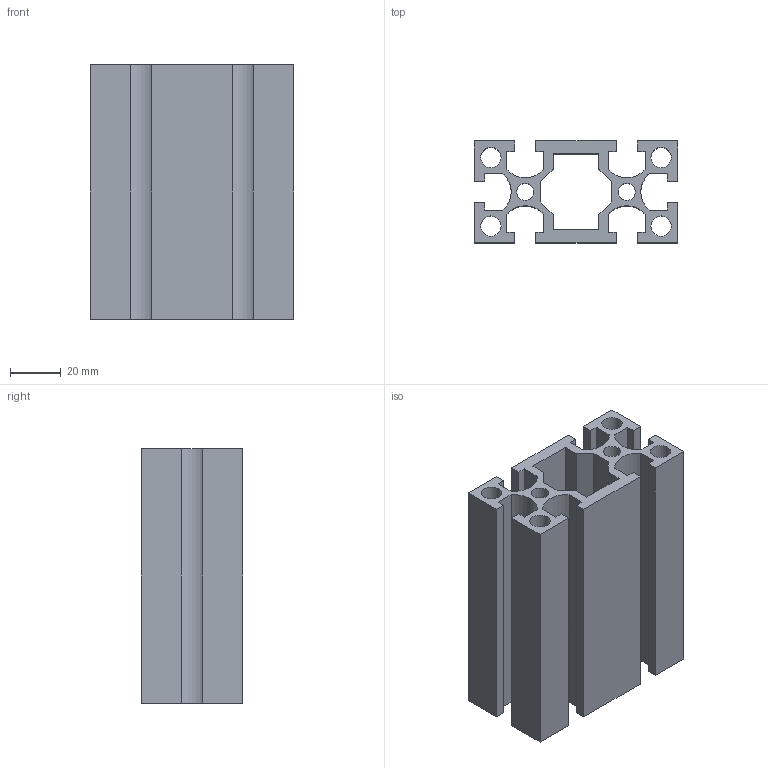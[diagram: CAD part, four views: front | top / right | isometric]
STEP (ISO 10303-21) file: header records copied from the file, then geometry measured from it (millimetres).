
FILE_DESCRIPTION((''),'2;1');
FILE_NAME('AF4080-8.stp','2009-08-29T10:58:55',('Administrator'),(''),'Autodesk Inventor 2008','Autodesk Inventor 2008','');
FILE_SCHEMA(('AUTOMOTIVE_DESIGN { 1 0 10303 214 1 1 1 1 }'));
Length unit declared in the file: millimetre
Products named in the file (1): AF4080-8
Bounding box: 80 x 40 x 100 mm (x, y, z)
Volume: 123293.5 mm3; surface area: 73224.1 mm2
Topology: 1 solids, 1 shells, 72 faces, 210 edges, 140 vertices
Faces by surface type: plane 60, cylinder 12
Full cylindrical faces by diameter (mm): 6.8 x2, 8 x4
Entity records: 2382 total; most frequent: CARTESIAN_POINT 417, ORIENTED_EDGE 408, DIRECTION 374, EDGE_CURVE 204, VECTOR 180, LINE 180, VERTEX_POINT 140, AXIS2_PLACEMENT_3D 97
